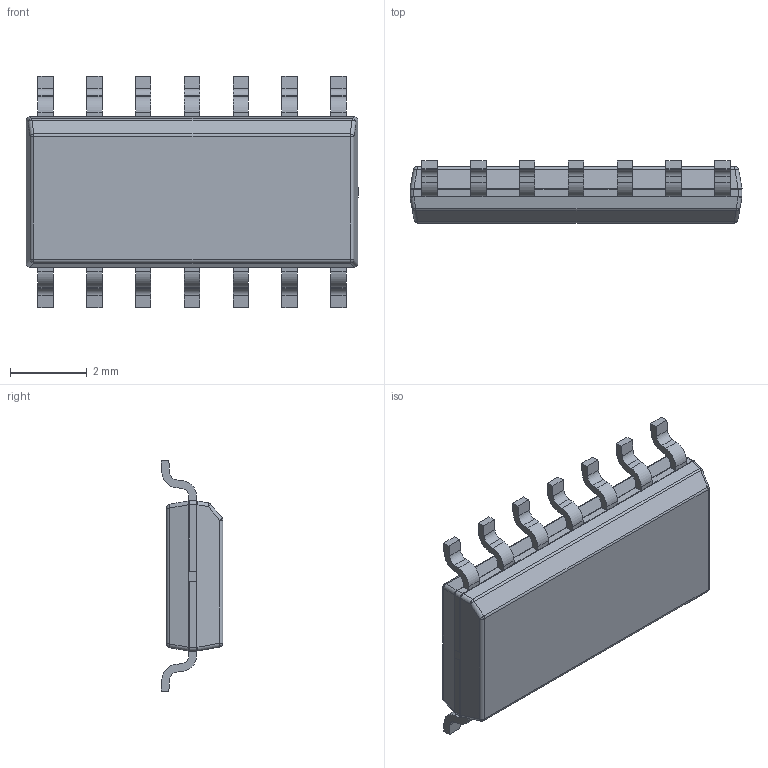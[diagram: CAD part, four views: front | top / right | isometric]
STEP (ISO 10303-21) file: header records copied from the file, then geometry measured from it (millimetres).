
FILE_DESCRIPTION(/* description */ ('Unknown'),/* implementation_level */ '2;1');
FILE_NAME(/* name */ 'SOIC-14L',/* time_stamp */ '2024-04-08T09:27:06+08:00',/* author */ ('Unknown'),/* organization */ ('Unknown'),/* preprocessor_version */ 'ST-DEVELOPER v18.102',/* originating_system */ 'Solid Edge',/* authorisation */ 'Unknown');
FILE_SCHEMA (('AUTOMOTIVE_DESIGN {1 0 10303 214 3 1 1}'));
Length unit declared in the file: millimetre
Products named in the file (4): assembly; LF; compound; LF01
Assembly tree (3 placements, depth 2):
  assembly
    LF
    compound
    LF01
Bounding box: 8.64 x 1.61 x 6.02 mm (x, y, z)
Volume: 48.6 mm3; surface area: 237.9 mm2
Topology: 16 solids, 16 shells, 873 faces, 2386 edges, 1550 vertices
Faces by surface type: plane 582, cylinder 217, torus 56, sphere 18
Full cylindrical faces by diameter (mm): 0.025 x42, 0.075 x14
Entity records: 27057 total; most frequent: CARTESIAN_POINT 4663, DIRECTION 4478, ORIENTED_EDGE 4448, EDGE_CURVE 2224, LINE 1688, VECTOR 1688, VERTEX_POINT 1508, AXIS2_PLACEMENT_3D 1395
